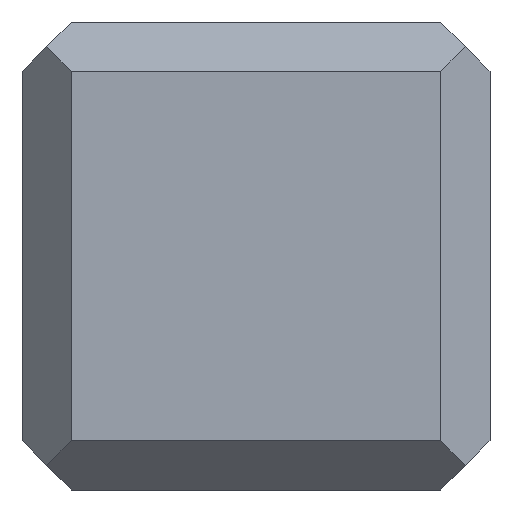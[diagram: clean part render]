
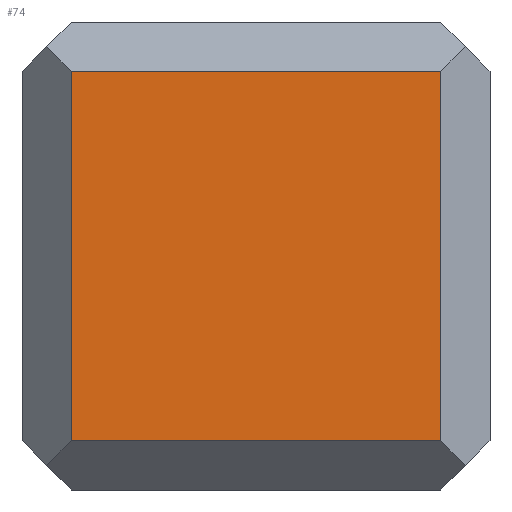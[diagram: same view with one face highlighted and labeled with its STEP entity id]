
A CAD part, left-side view. The second image highlights one B-rep face of the part: STEP entity #74.
In plain terms, the highlighted planar face has unit normal (-1, 0, 0).
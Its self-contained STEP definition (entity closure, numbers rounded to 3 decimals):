
#74=ADVANCED_FACE('',(#152),#153,.T.);
#152=FACE_OUTER_BOUND('',#231,.T.);
#153=PLANE('',#232);
#231=EDGE_LOOP('',(#379,#380,#381,#382));
#232=AXIS2_PLACEMENT_3D('',#383,#384,#385);
#379=ORIENTED_EDGE('',*,*,#539,.T.);
#380=ORIENTED_EDGE('',*,*,#510,.F.);
#381=ORIENTED_EDGE('',*,*,#521,.T.);
#382=ORIENTED_EDGE('',*,*,#540,.T.);
#383=CARTESIAN_POINT('',(-9.75,7.5,19.0));
#384=DIRECTION('',(-1.0,0.0,0.0));
#385=DIRECTION('',(0.0,0.0,1.0));
#510=EDGE_CURVE('',#617,#619,#620,.T.);
#521=EDGE_CURVE('',#617,#636,#638,.T.);
#539=EDGE_CURVE('',#659,#619,#660,.T.);
#540=EDGE_CURVE('',#636,#659,#661,.T.);
#617=VERTEX_POINT('',#760);
#619=VERTEX_POINT('',#763);
#620=LINE('',#764,#765);
#636=VERTEX_POINT('',#788);
#638=LINE('',#791,#792);
#659=VERTEX_POINT('',#823);
#660=LINE('',#824,#825);
#661=LINE('',#826,#827);
#760=CARTESIAN_POINT('',(-9.75,-7.5,17.0));
#763=CARTESIAN_POINT('',(-9.75,-7.5,2.0));
#764=CARTESIAN_POINT('',(-9.75,-7.5,19.0));
#765=VECTOR('',#900,1.0);
#788=CARTESIAN_POINT('',(-9.75,7.5,17.0));
#791=CARTESIAN_POINT('',(-9.75,-1.,17.0));
#792=VECTOR('',#909,1.0);
#823=CARTESIAN_POINT('',(-9.75,7.5,2.0));
#824=CARTESIAN_POINT('',(-9.75,-1.,2.));
#825=VECTOR('',#923,1.0);
#826=CARTESIAN_POINT('',(-9.75,7.5,19.0));
#827=VECTOR('',#924,1.0);
#900=DIRECTION('',(0.0,0.0,-1.0));
#909=DIRECTION('',(0.0,1.0,0.0));
#923=DIRECTION('',(0.0,-1.0,0.0));
#924=DIRECTION('',(0.0,0.0,-1.0));
